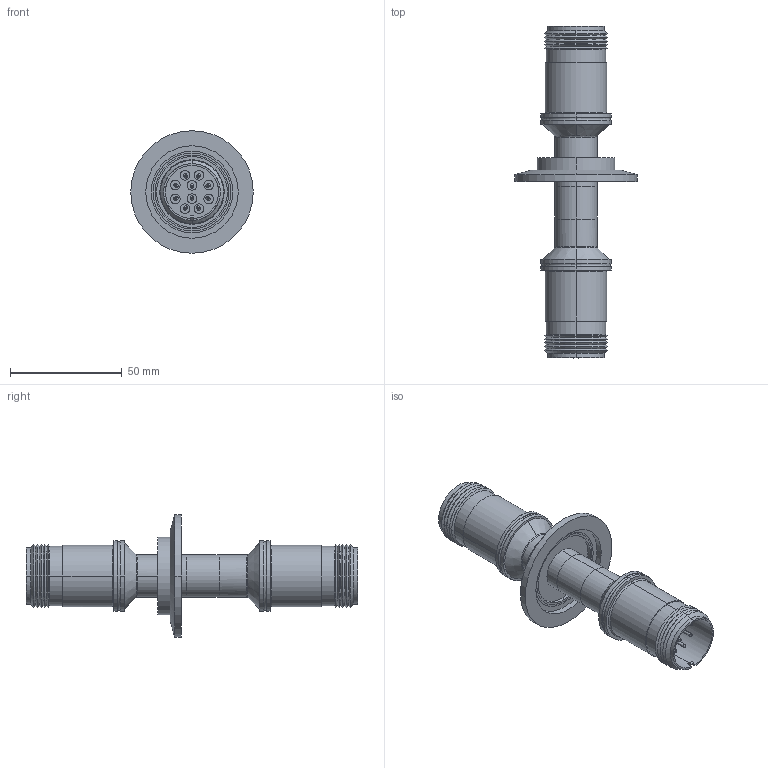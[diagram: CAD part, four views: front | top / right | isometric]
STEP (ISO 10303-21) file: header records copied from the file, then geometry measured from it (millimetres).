
FILE_DESCRIPTION (( 'STEP AP203' ), '1' );
FILE_NAME ('A1062-1-QF.STEP', '2013-03-18T19:06:39', ( '' ), ( '' ), 'SwSTEP 2.0', 'SolidWorks 2012', '' );
FILE_SCHEMA (( 'CONFIG_CONTROL_DESIGN' ));
Length unit declared in the file: inch
Products named in the file (1): A1062-1-QF
Bounding box: 54.89 x 148.72 x 54.89 mm (x, y, z)
Volume: 38516.9 mm3; surface area: 46189.8 mm2
Topology: 2 solids, 12 shells, 695 faces, 1764 edges, 1148 vertices
Faces by surface type: cylinder 366, plane 141, cone 112, bspline 76
Entity records: 22891 total; most frequent: CARTESIAN_POINT 5978, DIRECTION 3682, ORIENTED_EDGE 3528, EDGE_CURVE 1764, AXIS2_PLACEMENT_3D 1564, VERTEX_POINT 1148, CIRCLE 944, EDGE_LOOP 866
